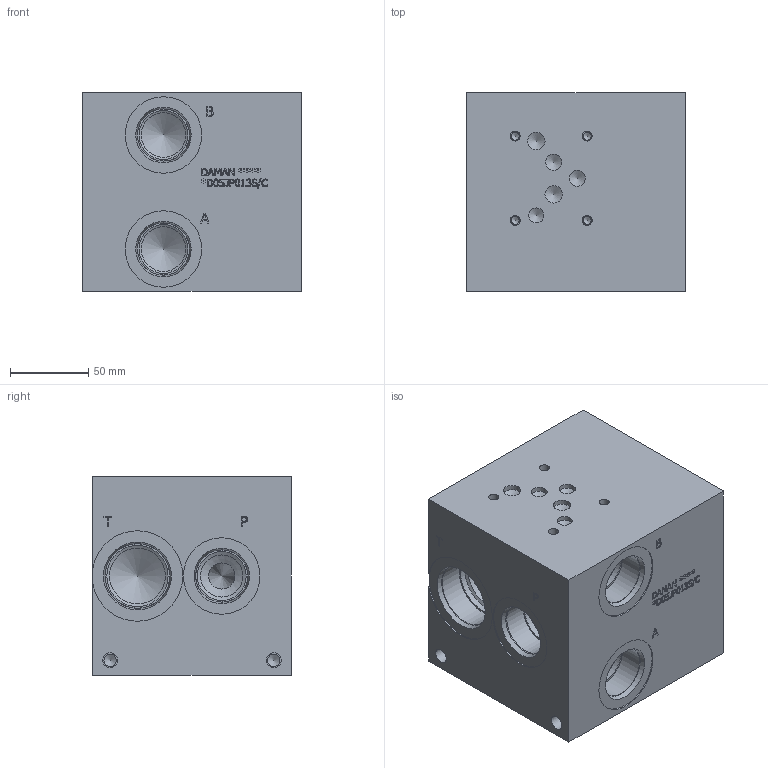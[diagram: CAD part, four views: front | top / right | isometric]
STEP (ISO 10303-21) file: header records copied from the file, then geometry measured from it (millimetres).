
FILE_DESCRIPTION(/* description */ (''),/* implementation_level */ '2;1');
FILE_NAME(/* name */ '_D05JP013S_C.stp',/* time_stamp */ '2022-10-18T11:11:55-04:00',/* author */ ('bobbyh'),/* organization */ (''),/* preprocessor_version */ 'ST-DEVELOPER v18',/* originating_system */ 'Autodesk Inventor 2020',/* authorisation */ '');
FILE_SCHEMA (('AUTOMOTIVE_DESIGN { 1 0 10303 214 3 1 1 }'));
Length unit declared in the file: millimetre
Products named in the file (1): Part_AD05JP013S_C_3D
Bounding box: 139.7 x 127 x 127 mm (x, y, z)
Volume: 1984034.3 mm3; surface area: 136781.3 mm2
Topology: 1 solids, 1 shells, 569 faces, 1554 edges, 1046 vertices
Faces by surface type: plane 319, bspline 148, cylinder 58, cone 44
Full cylindrical faces by diameter (mm): 5.105 x4, 6.35 x4, 7.925 x4, 9.525 x5, 10.312 x2, 11.125 x2, 19.05 x1, 27 x2, 28.575 x2, 28.62 x1, 31.267 x4, 31.344 x1, 33.34 x4, 33.35 x1, 33.71 x1, 33.757 x4, 35.509 x1, 35.712 x2, 39.218 x2, 41.275 x1, 41.28 x1, 41.758 x1, 43.51 x1, 44.45 x1, 48.971 x4
Entity records: 19121 total; most frequent: CARTESIAN_POINT 5074, ORIENTED_EDGE 3068, DIRECTION 2296, EDGE_CURVE 1534, VERTEX_POINT 1046, LINE 1024, VECTOR 1024, EDGE_LOOP 648
